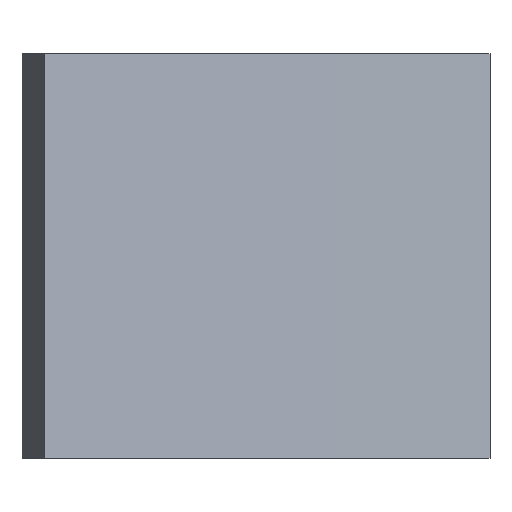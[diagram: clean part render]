
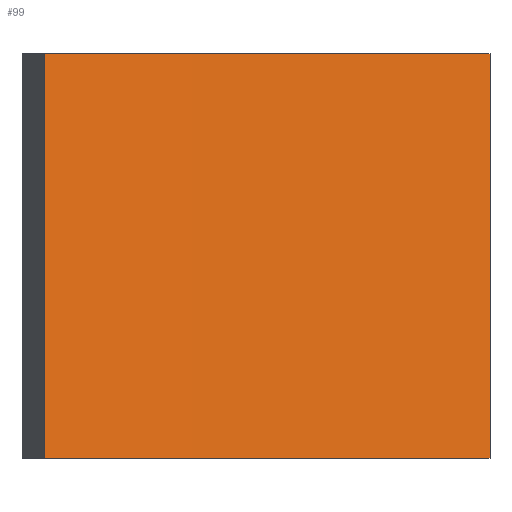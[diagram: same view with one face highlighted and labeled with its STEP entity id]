
A CAD part, front view. The second image highlights one B-rep face of the part: STEP entity #99.
In plain terms, the highlighted cylindrical face has radius 11620.5 mm (diameter 23241 mm), a partial arc.
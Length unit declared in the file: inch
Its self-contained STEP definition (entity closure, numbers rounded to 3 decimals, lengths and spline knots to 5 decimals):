
#15=CIRCLE('',#120,457.5);
#16=CIRCLE('',#121,457.5);
#19=CYLINDRICAL_SURFACE('',#119,457.5);
#23=FACE_OUTER_BOUND('',#29,.T.);
#29=EDGE_LOOP('',(#77,#78,#79,#80));
#36=LINE('',#166,#44);
#38=LINE('',#172,#46);
#44=VECTOR('',#134,0.3937);
#46=VECTOR('',#138,0.3937);
#50=VERTEX_POINT('',#160);
#52=VERTEX_POINT('',#164);
#53=VERTEX_POINT('',#168);
#55=VERTEX_POINT('',#171);
#60=EDGE_CURVE('',#50,#52,#36,.T.);
#62=EDGE_CURVE('',#55,#53,#38,.T.);
#65=EDGE_CURVE('',#55,#52,#15,.F.);
#66=EDGE_CURVE('',#53,#50,#16,.F.);
#77=ORIENTED_EDGE('',*,*,#60,.T.);
#78=ORIENTED_EDGE('',*,*,#65,.F.);
#79=ORIENTED_EDGE('',*,*,#62,.T.);
#80=ORIENTED_EDGE('',*,*,#66,.T.);
#99=ADVANCED_FACE('',(#23),#19,.F.);
#119=AXIS2_PLACEMENT_3D('',#176,#141,#142);
#120=AXIS2_PLACEMENT_3D('',#177,#143,#144);
#121=AXIS2_PLACEMENT_3D('',#178,#145,#146);
#134=DIRECTION('',(0.,0.,-1.));
#138=DIRECTION('',(0.,0.,1.));
#141=DIRECTION('center_axis',(0.,0.,-1.));
#142=DIRECTION('ref_axis',(0.446,0.895,0.));
#143=DIRECTION('center_axis',(0.,0.,-1.));
#144=DIRECTION('ref_axis',(0.446,0.895,0.));
#145=DIRECTION('center_axis',(0.,0.,-1.));
#146=DIRECTION('ref_axis',(0.446,0.895,0.));
#160=CARTESIAN_POINT('',(-174.37485,13.46532,-0.25));
#164=CARTESIAN_POINT('',(-174.37485,13.46532,-27.75));
#166=CARTESIAN_POINT('',(-174.37485,13.46532,0.));
#168=CARTESIAN_POINT('',(-144.10425,24.71218,-0.25));
#171=CARTESIAN_POINT('',(-144.10425,24.71218,-27.75));
#172=CARTESIAN_POINT('',(-144.10425,24.71218,0.));
#176=CARTESIAN_POINT('Origin',(0.,-409.5,0.));
#177=CARTESIAN_POINT('Origin',(0.,-409.5,-27.75));
#178=CARTESIAN_POINT('Origin',(0.,-409.5,-0.25));
